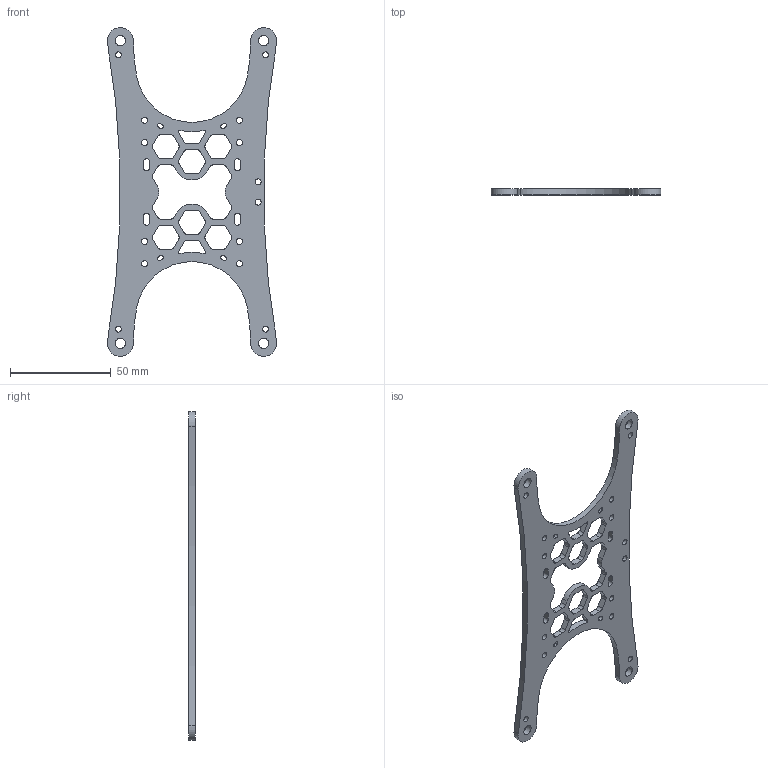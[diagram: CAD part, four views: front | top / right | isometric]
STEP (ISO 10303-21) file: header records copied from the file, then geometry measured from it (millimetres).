
FILE_DESCRIPTION(/* description */ (''),/* implementation_level */ '2;1');
FILE_NAME(/* name */ '上板 v11.step',/* time_stamp */ '2022-05-26T19:14:42+08:00',/* author */ (''),/* organization */ (''),/* preprocessor_version */ 'ST-DEVELOPER v19',/* originating_system */ 'Autodesk Translation Framework v11.7.0.108',/* authorisation */ '');
FILE_SCHEMA (('AUTOMOTIVE_DESIGN { 1 0 10303 214 3 1 1 }'));
Length unit declared in the file: millimetre
Products named in the file (1): 上板
Bounding box: 84 x 3 x 163 mm (x, y, z)
Volume: 17348.6 mm3; surface area: 15611.8 mm2
Topology: 1 solids, 1 shells, 192 faces, 570 edges, 380 vertices
Faces by surface type: cylinder 116, plane 76
Full cylindrical faces by diameter (mm): 3 x14, 5 x4
Entity records: 6706 total; most frequent: DIRECTION 1188, CARTESIAN_POINT 1143, ORIENTED_EDGE 1140, EDGE_CURVE 570, AXIS2_PLACEMENT_3D 425, VERTEX_POINT 380, LINE 338, VECTOR 338
